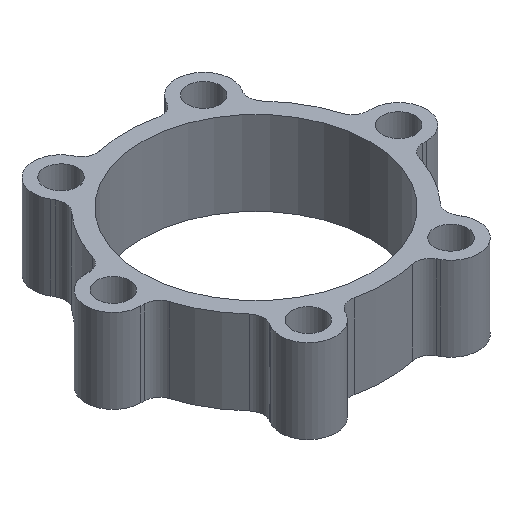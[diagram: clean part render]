
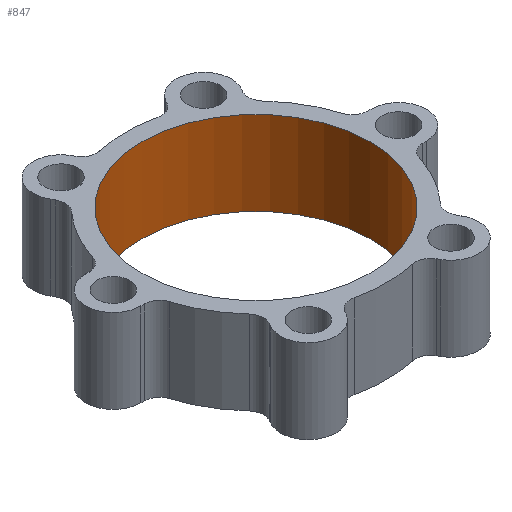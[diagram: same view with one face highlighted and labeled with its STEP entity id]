
A CAD part, isometric view. The second image highlights one B-rep face of the part: STEP entity #847.
In plain terms, the highlighted cylindrical face has radius 17.25 mm (diameter 34.5 mm), a full revolution.
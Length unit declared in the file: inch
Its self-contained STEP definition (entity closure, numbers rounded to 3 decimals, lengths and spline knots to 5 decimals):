
#43=FACE_OUTER_BOUND('',#88,.T.);
#88=EDGE_LOOP('',(#558,#559,#560,#561));
#147=LINE('',#1301,#214);
#214=VECTOR('',#1019,0.67913);
#281=CIRCLE('',#907,0.67913);
#282=CIRCLE('',#908,0.67913);
#343=VERTEX_POINT('',#1298);
#344=VERTEX_POINT('',#1300);
#429=EDGE_CURVE('',#343,#343,#281,.T.);
#430=EDGE_CURVE('',#343,#344,#147,.T.);
#431=EDGE_CURVE('',#344,#344,#282,.T.);
#558=ORIENTED_EDGE('',*,*,#429,.F.);
#559=ORIENTED_EDGE('',*,*,#430,.T.);
#560=ORIENTED_EDGE('',*,*,#431,.F.);
#561=ORIENTED_EDGE('',*,*,#430,.F.);
#816=CYLINDRICAL_SURFACE('',#906,0.67913);
#847=ADVANCED_FACE('',(#43),#816,.F.);
#906=AXIS2_PLACEMENT_3D('',#1297,#1015,#1016);
#907=AXIS2_PLACEMENT_3D('',#1299,#1017,#1018);
#908=AXIS2_PLACEMENT_3D('',#1302,#1020,#1021);
#1015=DIRECTION('center_axis',(0.,0.,-1.));
#1016=DIRECTION('ref_axis',(1.,0.,0.));
#1017=DIRECTION('center_axis',(0.,0.,1.));
#1018=DIRECTION('ref_axis',(1.,0.,0.));
#1019=DIRECTION('',(0.,0.,1.));
#1020=DIRECTION('center_axis',(0.,0.,-1.));
#1021=DIRECTION('ref_axis',(1.,0.,0.));
#1297=CARTESIAN_POINT('Origin',(0.,0.,
0.5));
#1298=CARTESIAN_POINT('',(-0.67913,0.,0.));
#1299=CARTESIAN_POINT('Origin',(0.,0.,
0.));
#1300=CARTESIAN_POINT('',(-0.67913,0.,0.5));
#1301=CARTESIAN_POINT('',(-0.67913,0.,0.5));
#1302=CARTESIAN_POINT('Origin',(0.,0.,
0.5));
